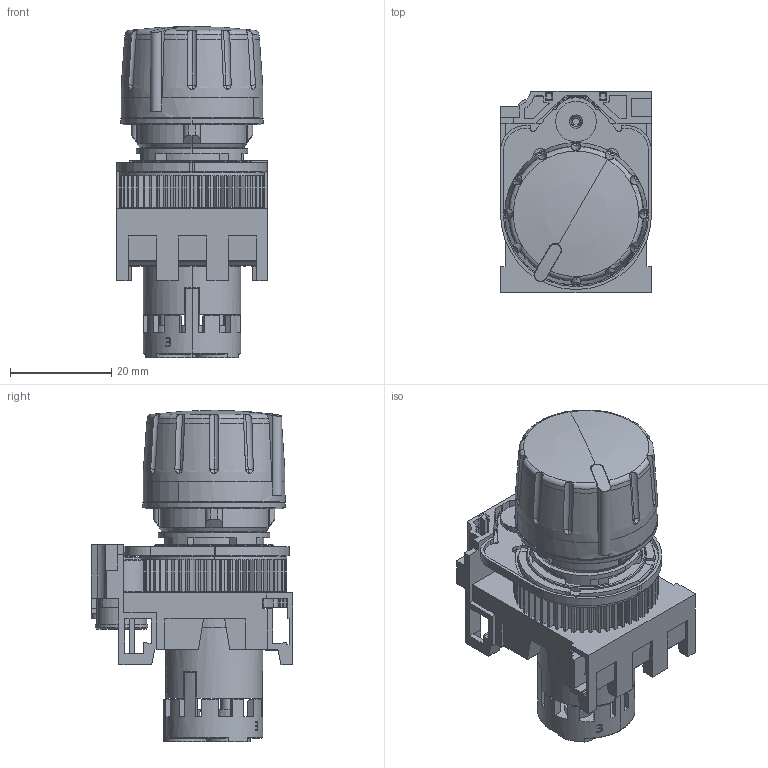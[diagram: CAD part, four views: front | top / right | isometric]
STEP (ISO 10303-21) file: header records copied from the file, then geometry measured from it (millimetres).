
FILE_DESCRIPTION(('STEP AP214'),'1');
FILE_NAME('cctmp_E4652C6D-CF0C-4E61-B769-59E8DBC0D475_2025_10_07_17_48_55_0336..stp','2025-10-07T15:48:57',('SIEMENS A&D'),('CADClick - www.CADClick.com'),'Spatial InterOp 3D postprocessed',' ','unknown authorization');
FILE_SCHEMA(('AUTOMOTIVE_DESIGN'));
Length unit declared in the file: millimetre
Products named in the file (3): cc_unnamed; 0_1; 0
Assembly tree (2 placements, depth 2):
  cc_unnamed
    0_1
    0
Bounding box: 29.8 x 39.83 x 65.36 mm (x, y, z)
Volume: 32823 mm3; surface area: 20141 mm2
Topology: 2 solids, 3 shells, 2309 faces, 6598 edges, 4314 vertices
Faces by surface type: plane 1622, cylinder 551, cone 91, sphere 25, torus 20
Entity records: 84558 total; most frequent: CARTESIAN_POINT 15703, DIRECTION 13264, ORIENTED_EDGE 13144, EDGE_CURVE 6572, AXIS2_PLACEMENT_3D 4664, VERTEX_POINT 4314, LINE 3936, VECTOR 3936
